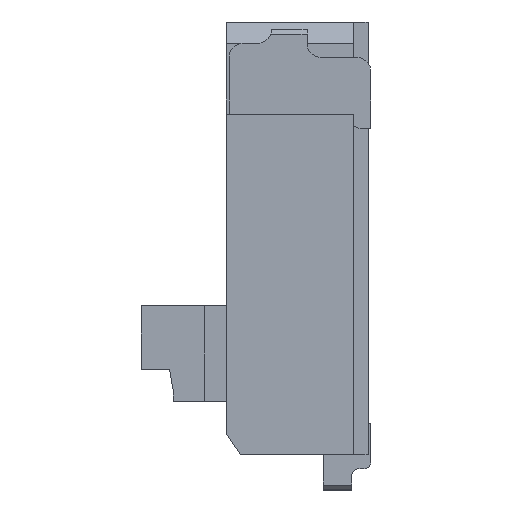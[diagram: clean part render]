
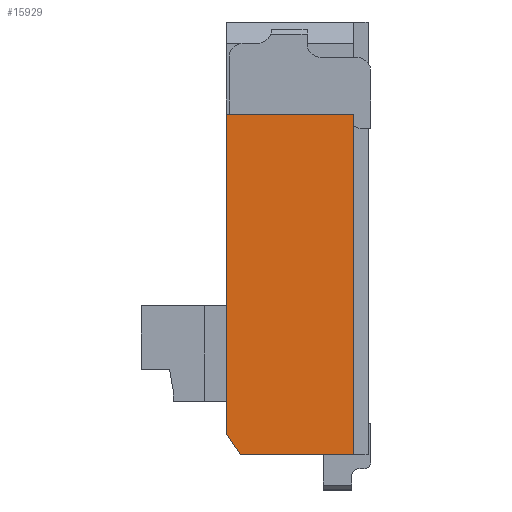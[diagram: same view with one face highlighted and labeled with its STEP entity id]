
A CAD part, left-side view. The second image highlights one B-rep face of the part: STEP entity #15929.
In plain terms, the highlighted planar face has unit normal (-1, 0, 0).
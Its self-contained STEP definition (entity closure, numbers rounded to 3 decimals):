
#1263 = EDGE_CURVE ( 'NONE', #14371, #5203, #3295, .T. ) ;
#3155 = DIRECTION ( 'NONE',  ( 0., 1., 0. ) ) ;
#3230 = VECTOR ( 'NONE', #8576, 1000. ) ;
#3295 = LINE ( 'NONE', #36499, #25009 ) ;
#5203 = VERTEX_POINT ( 'NONE', #21333 ) ;
#5650 = FACE_OUTER_BOUND ( 'NONE', #43531, .T. ) ;
#8576 = DIRECTION ( 'NONE',  ( 0., 0., 1. ) ) ;
#8606 = VERTEX_POINT ( 'NONE', #10318 ) ;
#10318 = CARTESIAN_POINT ( 'NONE',  ( -1.325, 0.1, -3.05 ) ) ;
#10645 = DIRECTION ( 'NONE',  ( 1., 0., 0. ) ) ;
#12893 = VERTEX_POINT ( 'NONE', #19079 ) ;
#12920 = CARTESIAN_POINT ( 'NONE',  ( -1.325, 0.9, -3.05 ) ) ;
#13691 = VERTEX_POINT ( 'NONE', #12920 ) ;
#14371 = VERTEX_POINT ( 'NONE', #21276 ) ;
#15094 = VECTOR ( 'NONE', #33522, 1000. ) ;
#15308 = ORIENTED_EDGE ( 'NONE', *, *, #1263, .T. ) ;
#15929 = ADVANCED_FACE ( 'NONE', ( #5650 ), #37434, .F. ) ;
#16805 = ORIENTED_EDGE ( 'NONE', *, *, #31658, .T. ) ;
#19079 = CARTESIAN_POINT ( 'NONE',  ( -1.325, 1., -2.9 ) ) ;
#20225 = CARTESIAN_POINT ( 'NONE',  ( -1.325, 0.9, -3.05 ) ) ;
#20288 = EDGE_CURVE ( 'NONE', #8606, #13691, #26662, .T. ) ;
#20669 = DIRECTION ( 'NONE',  ( 0., 0.555, 0.832 ) ) ;
#21058 = CARTESIAN_POINT ( 'NONE',  ( -1.325, 1., -2.9 ) ) ;
#21276 = CARTESIAN_POINT ( 'NONE',  ( -1.325, 0.1, -0.65 ) ) ;
#21333 = CARTESIAN_POINT ( 'NONE',  ( -1.325, 1., -0.65 ) ) ;
#25009 = VECTOR ( 'NONE', #30544, 1000. ) ;
#26067 = CARTESIAN_POINT ( 'NONE',  ( -1.325, 0.1, -3.05 ) ) ;
#26529 = VECTOR ( 'NONE', #20669, 1000. ) ;
#26662 = LINE ( 'NONE', #33955, #15094 ) ;
#29055 = VECTOR ( 'NONE', #39339, 1000. ) ;
#29413 = AXIS2_PLACEMENT_3D ( 'NONE', #35963, #10645, #3155 ) ;
#30269 = ORIENTED_EDGE ( 'NONE', *, *, #37573, .F. ) ;
#30544 = DIRECTION ( 'NONE',  ( 0., 1., 0. ) ) ;
#31658 = EDGE_CURVE ( 'NONE', #8606, #14371, #36022, .T. ) ;
#32489 = LINE ( 'NONE', #21058, #3230 ) ;
#33027 = ORIENTED_EDGE ( 'NONE', *, *, #20288, .F. ) ;
#33522 = DIRECTION ( 'NONE',  ( 0., 1., 0. ) ) ;
#33955 = CARTESIAN_POINT ( 'NONE',  ( -1.325, 0.1, -3.05 ) ) ;
#35963 = CARTESIAN_POINT ( 'NONE',  ( -1.325, 0.55, -1.85 ) ) ;
#36022 = LINE ( 'NONE', #26067, #29055 ) ;
#36499 = CARTESIAN_POINT ( 'NONE',  ( -1.325, 0.1, -0.65 ) ) ;
#37020 = EDGE_CURVE ( 'NONE', #13691, #12893, #40582, .T. ) ;
#37434 = PLANE ( 'NONE',  #29413 ) ;
#37573 = EDGE_CURVE ( 'NONE', #12893, #5203, #32489, .T. ) ;
#39339 = DIRECTION ( 'NONE',  ( 0., 0., 1. ) ) ;
#40582 = LINE ( 'NONE', #20225, #26529 ) ;
#40597 = ORIENTED_EDGE ( 'NONE', *, *, #37020, .F. ) ;
#43531 = EDGE_LOOP ( 'NONE', ( #16805, #15308, #30269, #40597, #33027 ) ) ;
